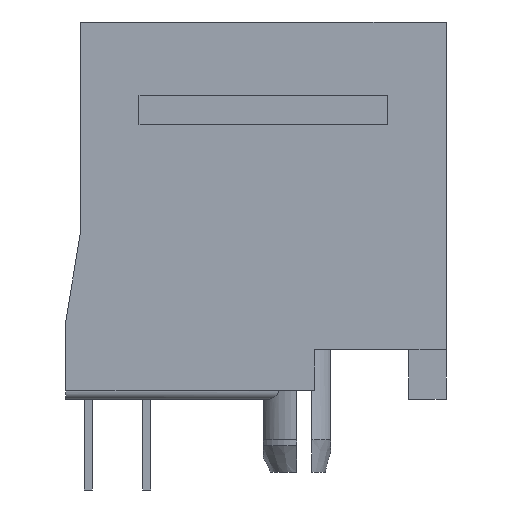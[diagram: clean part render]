
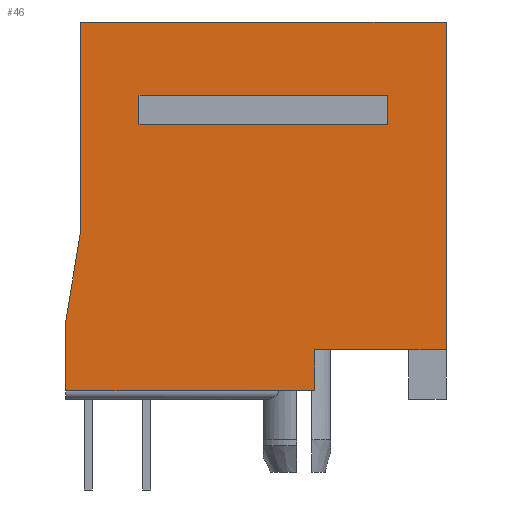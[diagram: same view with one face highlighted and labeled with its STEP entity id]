
A CAD part, left-side view. The second image highlights one B-rep face of the part: STEP entity #46.
In plain terms, the highlighted planar face has unit normal (-1, 0, 0).
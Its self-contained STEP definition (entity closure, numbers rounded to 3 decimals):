
#46=ADVANCED_FACE('',(#182,#183),#184,.F.);
#182=FACE_OUTER_BOUND('',#467,.T.);
#183=FACE_BOUND('',#468,.T.);
#184=PLANE('',#469);
#467=EDGE_LOOP('',(#752,#753,#754,#755,#756,#757,#758,#759));
#468=EDGE_LOOP('',(#760,#761,#762,#763));
#469=AXIS2_PLACEMENT_3D('',#764,#765,#766);
#752=ORIENTED_EDGE('',*,*,#1917,.F.);
#753=ORIENTED_EDGE('',*,*,#1918,.F.);
#754=ORIENTED_EDGE('',*,*,#1919,.F.);
#755=ORIENTED_EDGE('',*,*,#1920,.F.);
#756=ORIENTED_EDGE('',*,*,#1921,.F.);
#757=ORIENTED_EDGE('',*,*,#1922,.F.);
#758=ORIENTED_EDGE('',*,*,#1923,.F.);
#759=ORIENTED_EDGE('',*,*,#1924,.T.);
#760=ORIENTED_EDGE('',*,*,#1925,.T.);
#761=ORIENTED_EDGE('',*,*,#1926,.T.);
#762=ORIENTED_EDGE('',*,*,#1927,.T.);
#763=ORIENTED_EDGE('',*,*,#1928,.T.);
#764=CARTESIAN_POINT('',(-6.731,0.0,0.0));
#765=DIRECTION('',(1.0,0.0,0.0));
#766=DIRECTION('',(0.0,1.0,-0.0));
#1917=EDGE_CURVE('',#2297,#2298,#2299,.T.);
#1918=EDGE_CURVE('',#2300,#2297,#2301,.T.);
#1919=EDGE_CURVE('',#2302,#2300,#2303,.T.);
#1920=EDGE_CURVE('',#2304,#2302,#2305,.T.);
#1921=EDGE_CURVE('',#2306,#2304,#2307,.T.);
#1922=EDGE_CURVE('',#2308,#2306,#2309,.T.);
#1923=EDGE_CURVE('',#2310,#2308,#2311,.T.);
#1924=EDGE_CURVE('',#2310,#2298,#2312,.T.);
#1925=EDGE_CURVE('',#2313,#2314,#2315,.T.);
#1926=EDGE_CURVE('',#2314,#2316,#2317,.T.);
#1927=EDGE_CURVE('',#2316,#2318,#2319,.T.);
#1928=EDGE_CURVE('',#2318,#2313,#2320,.T.);
#2297=VERTEX_POINT('',#2929);
#2298=VERTEX_POINT('',#2930);
#2299=LINE('',#2931,#2932);
#2300=VERTEX_POINT('',#2933);
#2301=LINE('',#2934,#2935);
#2302=VERTEX_POINT('',#2936);
#2303=LINE('',#2937,#2938);
#2304=VERTEX_POINT('',#2939);
#2305=LINE('',#2940,#2941);
#2306=VERTEX_POINT('',#2942);
#2307=LINE('',#2943,#2944);
#2308=VERTEX_POINT('',#2945);
#2309=LINE('',#2946,#2947);
#2310=VERTEX_POINT('',#2948);
#2311=LINE('',#2949,#2950);
#2312=LINE('',#2951,#2952);
#2313=VERTEX_POINT('',#2953);
#2314=VERTEX_POINT('',#2954);
#2315=LINE('',#2955,#2956);
#2316=VERTEX_POINT('',#2957);
#2317=LINE('',#2958,#2959);
#2318=VERTEX_POINT('',#2960);
#2319=LINE('',#2961,#2962);
#2320=LINE('',#2963,#2964);
#2929=CARTESIAN_POINT('',(-6.731,-8.255,0.0));
#2930=CARTESIAN_POINT('',(-6.731,-8.255,-14.224));
#2931=CARTESIAN_POINT('',(-6.731,-8.255,0.0));
#2932=VECTOR('',#3997,14.224);
#2933=CARTESIAN_POINT('',(-6.731,7.62,0.0));
#2934=CARTESIAN_POINT('',(-6.731,7.62,0.0));
#2935=VECTOR('',#3998,15.875);
#2936=CARTESIAN_POINT('',(-6.731,7.62,-9.144));
#2937=CARTESIAN_POINT('',(-6.731,7.62,-9.144));
#2938=VECTOR('',#3999,9.144);
#2939=CARTESIAN_POINT('',(-6.731,8.255,-12.954));
#2940=CARTESIAN_POINT('',(-6.731,8.255,-12.954));
#2941=VECTOR('',#4000,3.863);
#2942=CARTESIAN_POINT('',(-6.731,8.255,-16.002));
#2943=CARTESIAN_POINT('',(-6.731,8.255,-16.002));
#2944=VECTOR('',#4001,3.048);
#2945=CARTESIAN_POINT('',(-6.731,-2.54,-16.002));
#2946=CARTESIAN_POINT('',(-6.731,-2.54,-16.002));
#2947=VECTOR('',#4002,10.795);
#2948=CARTESIAN_POINT('',(-6.731,-2.54,-14.224));
#2949=CARTESIAN_POINT('',(-6.731,-2.54,-14.224));
#2950=VECTOR('',#4003,1.778);
#2951=CARTESIAN_POINT('',(-6.731,-2.54,-14.224));
#2952=VECTOR('',#4004,5.715);
#2953=CARTESIAN_POINT('',(-6.731,-5.715,-4.445));
#2954=CARTESIAN_POINT('',(-6.731,5.08,-4.445));
#2955=CARTESIAN_POINT('',(-6.731,-5.715,-4.445));
#2956=VECTOR('',#4005,10.795);
#2957=CARTESIAN_POINT('',(-6.731,5.08,-3.175));
#2958=CARTESIAN_POINT('',(-6.731,5.08,-4.445));
#2959=VECTOR('',#4006,1.27);
#2960=CARTESIAN_POINT('',(-6.731,-5.715,-3.175));
#2961=CARTESIAN_POINT('',(-6.731,5.08,-3.175));
#2962=VECTOR('',#4007,10.795);
#2963=CARTESIAN_POINT('',(-6.731,-5.715,-3.175));
#2964=VECTOR('',#4008,1.27);
#3997=DIRECTION('',(0.0,0.0,-1.0));
#3998=DIRECTION('',(0.0,-1.0,0.0));
#3999=DIRECTION('',(0.0,0.0,1.0));
#4000=DIRECTION('',(0.0,-0.164,0.986));
#4001=DIRECTION('',(0.0,0.0,1.0));
#4002=DIRECTION('',(0.0,1.0,0.0));
#4003=DIRECTION('',(0.0,0.0,-1.0));
#4004=DIRECTION('',(0.0,-1.0,0.0));
#4005=DIRECTION('',(0.0,1.0,0.0));
#4006=DIRECTION('',(0.0,0.0,1.0));
#4007=DIRECTION('',(0.0,-1.0,0.0));
#4008=DIRECTION('',(0.0,0.0,-1.0));
